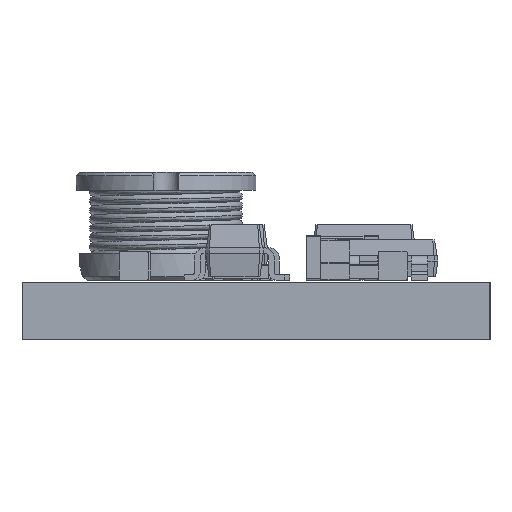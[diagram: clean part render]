
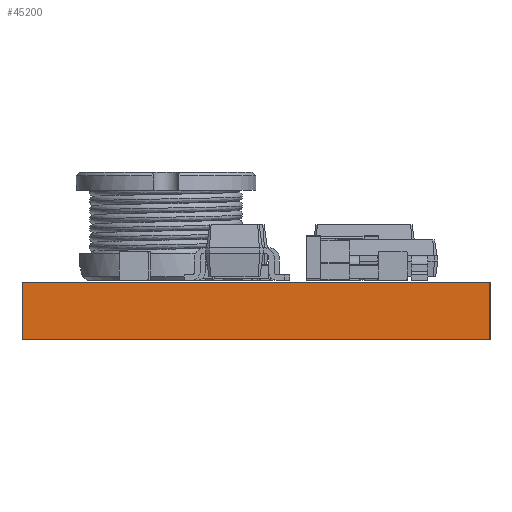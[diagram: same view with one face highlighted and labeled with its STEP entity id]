
A CAD part, left-side view. The second image highlights one B-rep face of the part: STEP entity #45200.
In plain terms, the highlighted planar face has unit normal (-1, 0, 0).
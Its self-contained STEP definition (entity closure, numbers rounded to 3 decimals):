
#45084 = EDGE_CURVE('',#45085,#45087,#45089,.T.);
#45085 = VERTEX_POINT('',#45086);
#45086 = CARTESIAN_POINT('',(141.5,-115.,0.));
#45087 = VERTEX_POINT('',#45088);
#45088 = CARTESIAN_POINT('',(141.5,-115.,1.6));
#45089 = SURFACE_CURVE('',#45090,(#45094,#45106),.PCURVE_S1.);
#45090 = LINE('',#45091,#45092);
#45091 = CARTESIAN_POINT('',(141.5,-115.,0.));
#45092 = VECTOR('',#45093,1.);
#45093 = DIRECTION('',(0.,0.,1.));
#45094 = PCURVE('',#45095,#45100);
#45095 = PLANE('',#45096);
#45096 = AXIS2_PLACEMENT_3D('',#45097,#45098,#45099);
#45097 = CARTESIAN_POINT('',(141.5,-115.,0.));
#45098 = DIRECTION('',(0.,1.,0.));
#45099 = DIRECTION('',(1.,0.,0.));
#45100 = DEFINITIONAL_REPRESENTATION('',(#45101),#45105);
#45101 = LINE('',#45102,#45103);
#45102 = CARTESIAN_POINT('',(0.,0.));
#45103 = VECTOR('',#45104,1.);
#45104 = DIRECTION('',(0.,-1.));
#45105 = ( GEOMETRIC_REPRESENTATION_CONTEXT(2) 
PARAMETRIC_REPRESENTATION_CONTEXT() REPRESENTATION_CONTEXT('2D SPACE',''
  ) );
#45106 = PCURVE('',#45107,#45112);
#45107 = PLANE('',#45108);
#45108 = AXIS2_PLACEMENT_3D('',#45109,#45110,#45111);
#45109 = CARTESIAN_POINT('',(141.5,-102.,0.));
#45110 = DIRECTION('',(1.,0.,0.));
#45111 = DIRECTION('',(0.,-1.,0.));
#45112 = DEFINITIONAL_REPRESENTATION('',(#45113),#45117);
#45113 = LINE('',#45114,#45115);
#45114 = CARTESIAN_POINT('',(13.,0.));
#45115 = VECTOR('',#45116,1.);
#45116 = DIRECTION('',(0.,-1.));
#45117 = ( GEOMETRIC_REPRESENTATION_CONTEXT(2) 
PARAMETRIC_REPRESENTATION_CONTEXT() REPRESENTATION_CONTEXT('2D SPACE',''
  ) );
#45135 = PLANE('',#45136);
#45136 = AXIS2_PLACEMENT_3D('',#45137,#45138,#45139);
#45137 = CARTESIAN_POINT('',(155.25,-108.5,1.6));
#45138 = DIRECTION('',(0.,0.,1.));
#45139 = DIRECTION('',(1.,0.,0.));
#45189 = PLANE('',#45190);
#45190 = AXIS2_PLACEMENT_3D('',#45191,#45192,#45193);
#45191 = CARTESIAN_POINT('',(155.25,-108.5,0.));
#45192 = DIRECTION('',(0.,0.,1.));
#45193 = DIRECTION('',(1.,0.,0.));
#45200 = ADVANCED_FACE('',(#45201),#45107,.F.);
#45201 = FACE_BOUND('',#45202,.F.);
#45202 = EDGE_LOOP('',(#45203,#45233,#45254,#45255));
#45203 = ORIENTED_EDGE('',*,*,#45204,.T.);
#45204 = EDGE_CURVE('',#45205,#45207,#45209,.T.);
#45205 = VERTEX_POINT('',#45206);
#45206 = CARTESIAN_POINT('',(141.5,-102.,0.));
#45207 = VERTEX_POINT('',#45208);
#45208 = CARTESIAN_POINT('',(141.5,-102.,1.6));
#45209 = SURFACE_CURVE('',#45210,(#45214,#45221),.PCURVE_S1.);
#45210 = LINE('',#45211,#45212);
#45211 = CARTESIAN_POINT('',(141.5,-102.,0.));
#45212 = VECTOR('',#45213,1.);
#45213 = DIRECTION('',(0.,0.,1.));
#45214 = PCURVE('',#45107,#45215);
#45215 = DEFINITIONAL_REPRESENTATION('',(#45216),#45220);
#45216 = LINE('',#45217,#45218);
#45217 = CARTESIAN_POINT('',(0.,0.));
#45218 = VECTOR('',#45219,1.);
#45219 = DIRECTION('',(0.,-1.));
#45220 = ( GEOMETRIC_REPRESENTATION_CONTEXT(2) 
PARAMETRIC_REPRESENTATION_CONTEXT() REPRESENTATION_CONTEXT('2D SPACE',''
  ) );
#45221 = PCURVE('',#45222,#45227);
#45222 = PLANE('',#45223);
#45223 = AXIS2_PLACEMENT_3D('',#45224,#45225,#45226);
#45224 = CARTESIAN_POINT('',(169.,-102.,0.));
#45225 = DIRECTION('',(0.,-1.,0.));
#45226 = DIRECTION('',(-1.,0.,0.));
#45227 = DEFINITIONAL_REPRESENTATION('',(#45228),#45232);
#45228 = LINE('',#45229,#45230);
#45229 = CARTESIAN_POINT('',(27.5,0.));
#45230 = VECTOR('',#45231,1.);
#45231 = DIRECTION('',(0.,-1.));
#45232 = ( GEOMETRIC_REPRESENTATION_CONTEXT(2) 
PARAMETRIC_REPRESENTATION_CONTEXT() REPRESENTATION_CONTEXT('2D SPACE',''
  ) );
#45233 = ORIENTED_EDGE('',*,*,#45234,.T.);
#45234 = EDGE_CURVE('',#45207,#45087,#45235,.T.);
#45235 = SURFACE_CURVE('',#45236,(#45240,#45247),.PCURVE_S1.);
#45236 = LINE('',#45237,#45238);
#45237 = CARTESIAN_POINT('',(141.5,-102.,1.6));
#45238 = VECTOR('',#45239,1.);
#45239 = DIRECTION('',(0.,-1.,0.));
#45240 = PCURVE('',#45107,#45241);
#45241 = DEFINITIONAL_REPRESENTATION('',(#45242),#45246);
#45242 = LINE('',#45243,#45244);
#45243 = CARTESIAN_POINT('',(0.,-1.6));
#45244 = VECTOR('',#45245,1.);
#45245 = DIRECTION('',(1.,0.));
#45246 = ( GEOMETRIC_REPRESENTATION_CONTEXT(2) 
PARAMETRIC_REPRESENTATION_CONTEXT() REPRESENTATION_CONTEXT('2D SPACE',''
  ) );
#45247 = PCURVE('',#45135,#45248);
#45248 = DEFINITIONAL_REPRESENTATION('',(#45249),#45253);
#45249 = LINE('',#45250,#45251);
#45250 = CARTESIAN_POINT('',(-13.75,6.5));
#45251 = VECTOR('',#45252,1.);
#45252 = DIRECTION('',(0.,-1.));
#45253 = ( GEOMETRIC_REPRESENTATION_CONTEXT(2) 
PARAMETRIC_REPRESENTATION_CONTEXT() REPRESENTATION_CONTEXT('2D SPACE',''
  ) );
#45254 = ORIENTED_EDGE('',*,*,#45084,.F.);
#45255 = ORIENTED_EDGE('',*,*,#45256,.F.);
#45256 = EDGE_CURVE('',#45205,#45085,#45257,.T.);
#45257 = SURFACE_CURVE('',#45258,(#45262,#45269),.PCURVE_S1.);
#45258 = LINE('',#45259,#45260);
#45259 = CARTESIAN_POINT('',(141.5,-102.,0.));
#45260 = VECTOR('',#45261,1.);
#45261 = DIRECTION('',(0.,-1.,0.));
#45262 = PCURVE('',#45107,#45263);
#45263 = DEFINITIONAL_REPRESENTATION('',(#45264),#45268);
#45264 = LINE('',#45265,#45266);
#45265 = CARTESIAN_POINT('',(0.,0.));
#45266 = VECTOR('',#45267,1.);
#45267 = DIRECTION('',(1.,0.));
#45268 = ( GEOMETRIC_REPRESENTATION_CONTEXT(2) 
PARAMETRIC_REPRESENTATION_CONTEXT() REPRESENTATION_CONTEXT('2D SPACE',''
  ) );
#45269 = PCURVE('',#45189,#45270);
#45270 = DEFINITIONAL_REPRESENTATION('',(#45271),#45275);
#45271 = LINE('',#45272,#45273);
#45272 = CARTESIAN_POINT('',(-13.75,6.5));
#45273 = VECTOR('',#45274,1.);
#45274 = DIRECTION('',(0.,-1.));
#45275 = ( GEOMETRIC_REPRESENTATION_CONTEXT(2) 
PARAMETRIC_REPRESENTATION_CONTEXT() REPRESENTATION_CONTEXT('2D SPACE',''
  ) );
